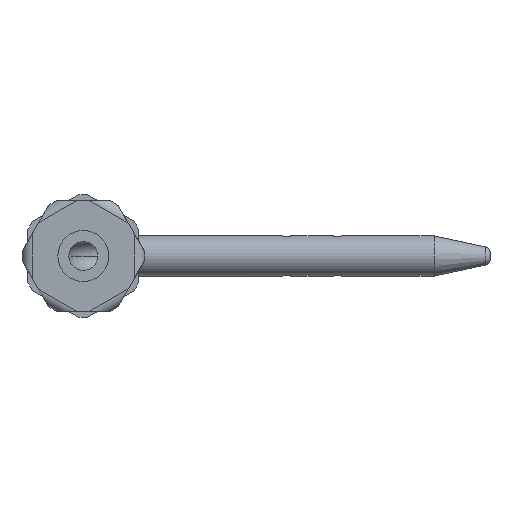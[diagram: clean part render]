
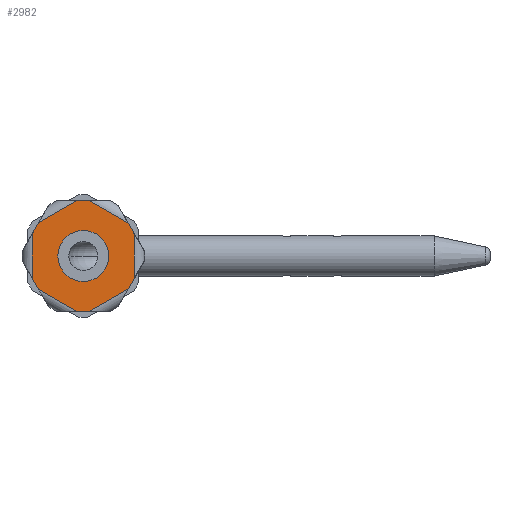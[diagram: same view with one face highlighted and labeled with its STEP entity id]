
A CAD part, front view. The second image highlights one B-rep face of the part: STEP entity #2982.
In plain terms, the highlighted planar face has unit normal (0, -1, 0).
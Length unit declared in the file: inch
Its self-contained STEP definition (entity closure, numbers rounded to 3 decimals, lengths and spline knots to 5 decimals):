
#42 = DIRECTION ( 'NONE',  ( 0.866, 0., 0.5 ) ) ;
#57 = CARTESIAN_POINT ( 'NONE',  ( 0., -0.27394, 0.125 ) ) ;
#237 = ORIENTED_EDGE ( 'NONE', *, *, #1651, .T. ) ;
#243 = VECTOR ( 'NONE', #1499, 39.37008 ) ;
#254 = DIRECTION ( 'NONE',  ( 1., 0., 0. ) ) ;
#394 = VECTOR ( 'NONE', #497, 39.37008 ) ;
#404 = CARTESIAN_POINT ( 'NONE',  ( -0.03175, -0.27394, -0.27205 ) ) ;
#464 = LINE ( 'NONE', #2520, #5123 ) ;
#492 = VERTEX_POINT ( 'NONE', #5692 ) ;
#493 = CARTESIAN_POINT ( 'NONE',  ( -0.10675, -0.27394, -0.22875 ) ) ;
#497 = DIRECTION ( 'NONE',  ( -1., 0., 0. ) ) ;
#557 = CARTESIAN_POINT ( 'NONE',  ( 0., -0.27394, 0. ) ) ;
#654 = EDGE_CURVE ( 'NONE', #5412, #2777, #968, .T. ) ;
#658 = ORIENTED_EDGE ( 'NONE', *, *, #4979, .T. ) ;
#699 = VERTEX_POINT ( 'NONE', #2279 ) ;
#706 = CARTESIAN_POINT ( 'NONE',  ( 0.25148, -0.27394, -0.10852 ) ) ;
#747 = VECTOR ( 'NONE', #5851, 39.37008 ) ;
#816 = VECTOR ( 'NONE', #254, 39.37008 ) ;
#844 = EDGE_CURVE ( 'NONE', #5231, #1819, #3724, .T. ) ;
#861 = CARTESIAN_POINT ( 'NONE',  ( 0., -0.27394, 0. ) ) ;
#862 = EDGE_CURVE ( 'NONE', #1554, #5412, #2306, .T. ) ;
#884 = DIRECTION ( 'NONE',  ( -0.5, 0., 0.866 ) ) ;
#968 = LINE ( 'NONE', #493, #4912 ) ;
#999 = CARTESIAN_POINT ( 'NONE',  ( -0.21972, -0.27394, 0.16352 ) ) ;
#1101 = AXIS2_PLACEMENT_3D ( 'NONE', #557, #5051, #1492 ) ;
#1119 = DIRECTION ( 'NONE',  ( -0.866, 0., -0.5 ) ) ;
#1129 = ORIENTED_EDGE ( 'NONE', *, *, #1439, .T. ) ;
#1171 = LINE ( 'NONE', #5351, #4067 ) ;
#1185 = EDGE_CURVE ( 'NONE', #492, #2788, #3857, .T. ) ;
#1239 = CIRCLE ( 'NONE', #1101, 0.125 ) ;
#1272 = EDGE_CURVE ( 'NONE', #5150, #2532, #2939, .T. ) ;
#1329 = EDGE_CURVE ( 'NONE', #3769, #3479, #2511, .T. ) ;
#1421 = DIRECTION ( 'NONE',  ( 0.866, 0., -0.5 ) ) ;
#1439 = EDGE_CURVE ( 'NONE', #2532, #1554, #4553, .T. ) ;
#1466 = DIRECTION ( 'NONE',  ( 0., 0., -1. ) ) ;
#1492 = DIRECTION ( 'NONE',  ( 0., 0., -1. ) ) ;
#1499 = DIRECTION ( 'NONE',  ( 0., 0., 1. ) ) ;
#1554 = VERTEX_POINT ( 'NONE', #5833 ) ;
#1569 = VERTEX_POINT ( 'NONE', #1877 ) ;
#1579 = VERTEX_POINT ( 'NONE', #3212 ) ;
#1651 = EDGE_CURVE ( 'NONE', #2777, #1579, #5534, .T. ) ;
#1687 = DIRECTION ( 'NONE',  ( -0.5, 0., -0.866 ) ) ;
#1764 = DIRECTION ( 'NONE',  ( 0.5, 0., -0.866 ) ) ;
#1766 = CARTESIAN_POINT ( 'NONE',  ( -0.25148, -0.27394, -0.02192 ) ) ;
#1801 = VECTOR ( 'NONE', #2283, 39.37008 ) ;
#1819 = VERTEX_POINT ( 'NONE', #4460 ) ;
#1877 = CARTESIAN_POINT ( 'NONE',  ( 0.21972, -0.27394, 0.16352 ) ) ;
#1990 = CARTESIAN_POINT ( 'NONE',  ( -0.21972, -0.27394, -0.16352 ) ) ;
#2279 = CARTESIAN_POINT ( 'NONE',  ( 0.25148, -0.27394, 0.10852 ) ) ;
#2283 = DIRECTION ( 'NONE',  ( 0.5, 0., 0.866 ) ) ;
#2306 = LINE ( 'NONE', #4466, #5620 ) ;
#2511 = LINE ( 'NONE', #4970, #1801 ) ;
#2520 = CARTESIAN_POINT ( 'NONE',  ( -0.14472, -0.27394, 0.20682 ) ) ;
#2532 = VERTEX_POINT ( 'NONE', #5116 ) ;
#2616 = ORIENTED_EDGE ( 'NONE', *, *, #654, .T. ) ;
#2618 = EDGE_CURVE ( 'NONE', #2788, #5150, #464, .T. ) ;
#2649 = DIRECTION ( 'NONE',  ( 0., 0., -1. ) ) ;
#2777 = VERTEX_POINT ( 'NONE', #404 ) ;
#2788 = VERTEX_POINT ( 'NONE', #3701 ) ;
#2802 = CARTESIAN_POINT ( 'NONE',  ( 0.25148, -0.27394, 0.02192 ) ) ;
#2871 = DIRECTION ( 'NONE',  ( 0., -1., 0. ) ) ;
#2939 = LINE ( 'NONE', #4384, #4971 ) ;
#2982 = ADVANCED_FACE ( 'NONE', ( #3218, #3709 ), #4214, .T. ) ;
#3212 = CARTESIAN_POINT ( 'NONE',  ( 0.03175, -0.27394, -0.27205 ) ) ;
#3218 = FACE_BOUND ( 'NONE', #4158, .T. ) ;
#3444 = LINE ( 'NONE', #4417, #4780 ) ;
#3478 = ORIENTED_EDGE ( 'NONE', *, *, #4091, .T. ) ;
#3479 = VERTEX_POINT ( 'NONE', #706 ) ;
#3480 = ORIENTED_EDGE ( 'NONE', *, *, #1185, .T. ) ;
#3701 = CARTESIAN_POINT ( 'NONE',  ( -0.03175, -0.27394, 0.27205 ) ) ;
#3709 = FACE_OUTER_BOUND ( 'NONE', #4256, .T. ) ;
#3724 = CIRCLE ( 'NONE', #5157, 0.125 ) ;
#3756 = EDGE_CURVE ( 'NONE', #699, #1569, #3444, .T. ) ;
#3769 = VERTEX_POINT ( 'NONE', #5836 ) ;
#3857 = LINE ( 'NONE', #5439, #394 ) ;
#3880 = ORIENTED_EDGE ( 'NONE', *, *, #1272, .T. ) ;
#3949 = CARTESIAN_POINT ( 'NONE',  ( -0.13175, -0.27394, -0.27205 ) ) ;
#4026 = ORIENTED_EDGE ( 'NONE', *, *, #4549, .T. ) ;
#4067 = VECTOR ( 'NONE', #4867, 39.37008 ) ;
#4091 = EDGE_CURVE ( 'NONE', #3479, #699, #4418, .T. ) ;
#4158 = EDGE_LOOP ( 'NONE', ( #5415, #5716 ) ) ;
#4206 = VECTOR ( 'NONE', #42, 39.37008 ) ;
#4214 = PLANE ( 'NONE',  #5850 ) ;
#4256 = EDGE_LOOP ( 'NONE', ( #4725, #2616, #237, #658, #4827, #3478, #5724, #4026, #3480, #4486, #3880, #1129 ) ) ;
#4280 = EDGE_CURVE ( 'NONE', #1819, #5231, #1239, .T. ) ;
#4384 = CARTESIAN_POINT ( 'NONE',  ( -0.16972, -0.27394, 0.25013 ) ) ;
#4417 = CARTESIAN_POINT ( 'NONE',  ( 0.30148, -0.27394, 0.02192 ) ) ;
#4418 = LINE ( 'NONE', #2802, #243 ) ;
#4460 = CARTESIAN_POINT ( 'NONE',  ( 0., -0.27394, -0.125 ) ) ;
#4466 = CARTESIAN_POINT ( 'NONE',  ( -0.30148, -0.27394, -0.02192 ) ) ;
#4486 = ORIENTED_EDGE ( 'NONE', *, *, #2618, .T. ) ;
#4549 = EDGE_CURVE ( 'NONE', #1569, #492, #1171, .T. ) ;
#4553 = LINE ( 'NONE', #1766, #747 ) ;
#4626 = LINE ( 'NONE', #5060, #4206 ) ;
#4670 = CARTESIAN_POINT ( 'NONE',  ( 0., -0.27394, 0. ) ) ;
#4725 = ORIENTED_EDGE ( 'NONE', *, *, #862, .T. ) ;
#4780 = VECTOR ( 'NONE', #884, 39.37008 ) ;
#4827 = ORIENTED_EDGE ( 'NONE', *, *, #1329, .T. ) ;
#4867 = DIRECTION ( 'NONE',  ( -0.866, 0., 0.5 ) ) ;
#4912 = VECTOR ( 'NONE', #1421, 39.37008 ) ;
#4914 = DIRECTION ( 'NONE',  ( 0., -1., 0. ) ) ;
#4970 = CARTESIAN_POINT ( 'NONE',  ( 0.16972, -0.27394, -0.25013 ) ) ;
#4971 = VECTOR ( 'NONE', #1687, 39.37008 ) ;
#4979 = EDGE_CURVE ( 'NONE', #1579, #3769, #4626, .T. ) ;
#5051 = DIRECTION ( 'NONE',  ( 0., -1., 0. ) ) ;
#5060 = CARTESIAN_POINT ( 'NONE',  ( 0.14472, -0.27394, -0.20682 ) ) ;
#5116 = CARTESIAN_POINT ( 'NONE',  ( -0.25148, -0.27394, 0.10852 ) ) ;
#5123 = VECTOR ( 'NONE', #1119, 39.37008 ) ;
#5150 = VERTEX_POINT ( 'NONE', #999 ) ;
#5157 = AXIS2_PLACEMENT_3D ( 'NONE', #861, #4914, #2649 ) ;
#5231 = VERTEX_POINT ( 'NONE', #57 ) ;
#5351 = CARTESIAN_POINT ( 'NONE',  ( 0.10675, -0.27394, 0.22875 ) ) ;
#5412 = VERTEX_POINT ( 'NONE', #1990 ) ;
#5415 = ORIENTED_EDGE ( 'NONE', *, *, #4280, .F. ) ;
#5439 = CARTESIAN_POINT ( 'NONE',  ( 0.13175, -0.27394, 0.27205 ) ) ;
#5534 = LINE ( 'NONE', #3949, #816 ) ;
#5620 = VECTOR ( 'NONE', #1764, 39.37008 ) ;
#5692 = CARTESIAN_POINT ( 'NONE',  ( 0.03175, -0.27394, 0.27205 ) ) ;
#5716 = ORIENTED_EDGE ( 'NONE', *, *, #844, .F. ) ;
#5724 = ORIENTED_EDGE ( 'NONE', *, *, #3756, .T. ) ;
#5833 = CARTESIAN_POINT ( 'NONE',  ( -0.25148, -0.27394, -0.10852 ) ) ;
#5836 = CARTESIAN_POINT ( 'NONE',  ( 0.21972, -0.27394, -0.16352 ) ) ;
#5850 = AXIS2_PLACEMENT_3D ( 'NONE', #4670, #2871, #1466 ) ;
#5851 = DIRECTION ( 'NONE',  ( 0., 0., -1. ) ) ;
